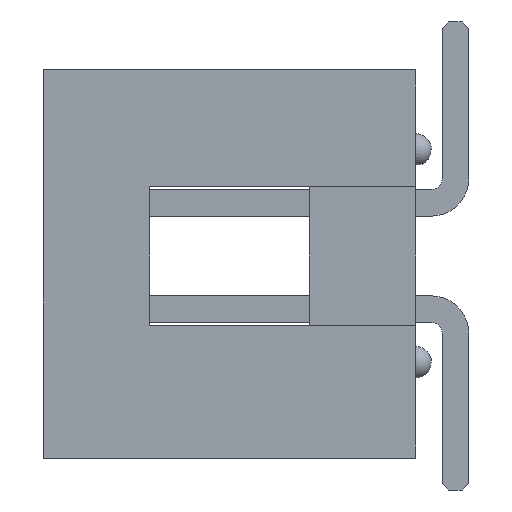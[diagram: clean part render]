
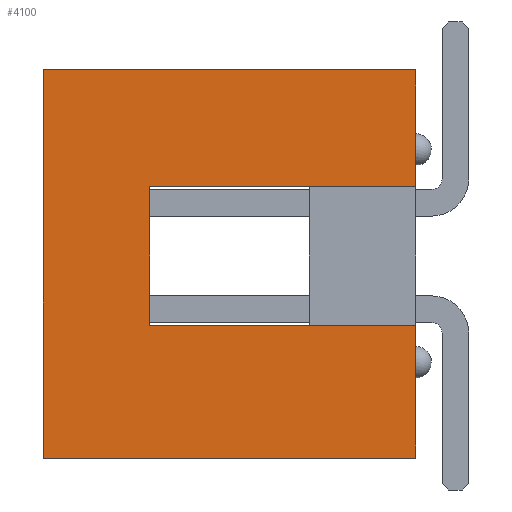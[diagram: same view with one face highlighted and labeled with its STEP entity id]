
A CAD part, left-side view. The second image highlights one B-rep face of the part: STEP entity #4100.
In plain terms, the highlighted planar face has unit normal (-1, 0, 0).
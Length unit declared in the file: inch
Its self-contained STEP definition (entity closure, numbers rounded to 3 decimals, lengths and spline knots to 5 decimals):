
#1130=ORIENTED_EDGE('',*,*,#1772,.F.);
#1131=ORIENTED_EDGE('',*,*,#1798,.F.);
#1132=ORIENTED_EDGE('',*,*,#1795,.F.);
#1133=ORIENTED_EDGE('',*,*,#1819,.F.);
#1134=ORIENTED_EDGE('',*,*,#1820,.T.);
#1135=ORIENTED_EDGE('',*,*,#1821,.T.);
#1136=ORIENTED_EDGE('',*,*,#1791,.F.);
#1137=ORIENTED_EDGE('',*,*,#1811,.F.);
#1772=EDGE_CURVE('',#2202,#2182,#2710,.T.);
#1791=EDGE_CURVE('',#2221,#2222,#2725,.T.);
#1795=EDGE_CURVE('',#2225,#2226,#2729,.T.);
#1798=EDGE_CURVE('',#2226,#2202,#2732,.T.);
#1811=EDGE_CURVE('',#2182,#2221,#2745,.T.);
#1819=EDGE_CURVE('',#2236,#2225,#2753,.T.);
#1820=EDGE_CURVE('',#2236,#2237,#2754,.T.);
#1821=EDGE_CURVE('',#2237,#2222,#2755,.T.);
#2182=VERTEX_POINT('',#6407);
#2202=VERTEX_POINT('',#6448);
#2221=VERTEX_POINT('',#6487);
#2222=VERTEX_POINT('',#6489);
#2225=VERTEX_POINT('',#6495);
#2226=VERTEX_POINT('',#6497);
#2236=VERTEX_POINT('',#6539);
#2237=VERTEX_POINT('',#6541);
#2710=LINE('',#6449,#3254);
#2725=LINE('',#6488,#3269);
#2729=LINE('',#6496,#3273);
#2732=LINE('',#6501,#3276);
#2745=LINE('',#6524,#3289);
#2753=LINE('',#6538,#3297);
#2754=LINE('',#6540,#3298);
#2755=LINE('',#6542,#3299);
#3254=VECTOR('',#5270,39.37008);
#3269=VECTOR('',#5295,39.37008);
#3273=VECTOR('',#5299,39.37008);
#3276=VECTOR('',#5304,39.37008);
#3289=VECTOR('',#5327,39.37008);
#3297=VECTOR('',#5339,39.37008);
#3298=VECTOR('',#5340,39.37008);
#3299=VECTOR('',#5341,39.37008);
#3514=EDGE_LOOP('',(#1130,#1131,#1132,#1133,#1134,#1135,#1136,#1137));
#3720=FACE_BOUND('',#3514,.T.);
#3902=PLANE('',#4373);
#4100=ADVANCED_FACE('',(#3720),#3902,.F.);
#4373=AXIS2_PLACEMENT_3D('',#6537,#5337,#5338);
#5270=DIRECTION('',(0.,0.,1.));
#5295=DIRECTION('',(0.,0.,-1.));
#5299=DIRECTION('',(0.,0.,-1.));
#5304=DIRECTION('',(0.,1.,0.));
#5327=DIRECTION('',(0.,-1.,0.));
#5337=DIRECTION('',(1.,0.,0.));
#5338=DIRECTION('',(0.,0.,-1.));
#5339=DIRECTION('',(0.,-1.,0.));
#5340=DIRECTION('',(0.,0.,1.));
#5341=DIRECTION('',(0.,-1.,0.));
#6407=CARTESIAN_POINT('',(-0.325,0.35,0.175));
#6448=CARTESIAN_POINT('',(-0.325,0.35,-0.19));
#6449=CARTESIAN_POINT('',(-0.325,0.35,-0.19));
#6487=CARTESIAN_POINT('',(-0.325,0.,0.175));
#6488=CARTESIAN_POINT('',(-0.325,0.,0.175));
#6489=CARTESIAN_POINT('',(-0.325,0.,0.065));
#6495=CARTESIAN_POINT('',(-0.325,0.,-0.065));
#6496=CARTESIAN_POINT('',(-0.325,0.,0.175));
#6497=CARTESIAN_POINT('',(-0.325,0.,-0.19));
#6501=CARTESIAN_POINT('',(-0.325,0.,-0.19));
#6524=CARTESIAN_POINT('',(-0.325,0.35,0.175));
#6537=CARTESIAN_POINT('',(-0.325,0.,0.));
#6538=CARTESIAN_POINT('',(-0.325,0.25,-0.065));
#6539=CARTESIAN_POINT('',(-0.325,0.25,-0.065));
#6540=CARTESIAN_POINT('',(-0.325,0.25,0.));
#6541=CARTESIAN_POINT('',(-0.325,0.25,0.065));
#6542=CARTESIAN_POINT('',(-0.325,0.25,0.065));
